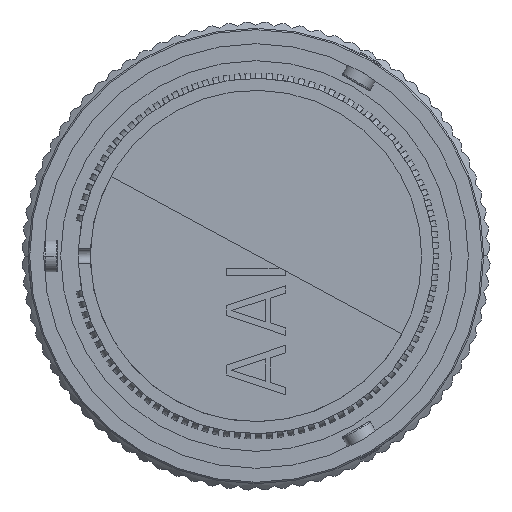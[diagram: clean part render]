
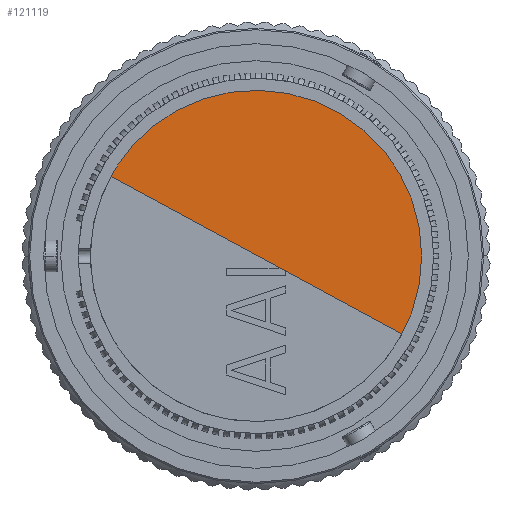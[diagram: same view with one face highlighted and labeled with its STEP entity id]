
A CAD part, left-side view. The second image highlights one B-rep face of the part: STEP entity #121119.
In plain terms, the highlighted planar face has unit normal (1, 0, 0).
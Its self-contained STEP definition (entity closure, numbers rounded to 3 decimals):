
#28560=DIRECTION('',(0.,1.,0.));
#28561=VECTOR('',#28560,0.4);
#28562=CARTESIAN_POINT('',(-27.59,24.254,-1.));
#28563=LINE('10204',#28562,#28561);
#28994=DIRECTION('',(0.,1.,0.));
#28995=VECTOR('',#28994,0.4);
#28996=CARTESIAN_POINT('',(-27.59,24.254,1.));
#28997=LINE('10195',#28996,#28995);
#29028=CARTESIAN_POINT('',(-27.59,0.,0.));
#29029=DIRECTION('',(-1.,0.,0.));
#29030=DIRECTION('',(0.,0.999,-0.041));
#29031=AXIS2_PLACEMENT_3D('',#29028,#29029,#29030);
#29043=CARTESIAN_POINT('',(-27.59,0.,0.));
#29044=DIRECTION('',(-1.,0.,0.));
#29045=DIRECTION('',(0.,-0.969,0.246));
#29046=AXIS2_PLACEMENT_3D('',#29043,#29044,#29045);
#29053=CARTESIAN_POINT('',(-27.59,23.934,-4.409));
#29054=CARTESIAN_POINT('',(-27.59,23.414,-7.37));
#29055=CARTESIAN_POINT('',(-27.59,21.19,-13.039));
#29056=CARTESIAN_POINT('',(-27.59,15.056,-19.819));
#29057=CARTESIAN_POINT('',(-27.59,6.872,-23.907));
#29058=CARTESIAN_POINT('',(-27.59,-2.233,-24.764));
#29059=CARTESIAN_POINT('',(-27.59,-11.033,-22.27));
#29060=CARTESIAN_POINT('',(-27.59,-18.335,-16.764));
#29061=CARTESIAN_POINT('',(-27.59,-22.077,-10.727));
#29062=CARTESIAN_POINT('',(-27.59,-23.288,-6.924));
#29063=CARTESIAN_POINT('',(-27.59,-23.53,-5.966));
#29065=CARTESIAN_POINT('',(-27.59,-23.53,5.966));
#29066=CARTESIAN_POINT('',(-27.59,-23.288,6.924));
#29067=CARTESIAN_POINT('',(-27.59,-22.077,10.727));
#29068=CARTESIAN_POINT('',(-27.59,-18.335,16.764));
#29069=CARTESIAN_POINT('',(-27.59,-11.033,22.27));
#29070=CARTESIAN_POINT('',(-27.59,-2.233,24.764));
#29071=CARTESIAN_POINT('',(-27.59,6.872,23.907));
#29072=CARTESIAN_POINT('',(-27.59,15.056,19.819));
#29073=CARTESIAN_POINT('',(-27.59,21.19,13.039));
#29074=CARTESIAN_POINT('',(-27.59,23.414,7.37));
#29075=CARTESIAN_POINT('',(-27.59,23.934,4.409));
#29077=DIRECTION('',(0.,0.983,0.181));
#29078=VECTOR('',#29077,0.16);
#29079=CARTESIAN_POINT('',(-27.59,23.934,4.409));
#29080=LINE('14044',#29079,#29078);
#29081=CARTESIAN_POINT('',(-27.59,24.092,4.438));
#29082=CARTESIAN_POINT('',(-27.59,23.568,7.418));
#29083=CARTESIAN_POINT('',(-27.59,21.33,13.125));
#29084=CARTESIAN_POINT('',(-27.59,15.154,19.949));
#29085=CARTESIAN_POINT('',(-27.59,6.917,24.064));
#29086=CARTESIAN_POINT('',(-27.59,-2.248,24.927));
#29087=CARTESIAN_POINT('',(-27.59,-11.106,22.416));
#29088=CARTESIAN_POINT('',(-27.59,-18.456,16.874));
#29089=CARTESIAN_POINT('',(-27.59,-23.306,9.049));
#29090=CARTESIAN_POINT('',(-27.59,-24.999,0.));
#29091=CARTESIAN_POINT('',(-27.59,-23.306,-9.049));
#29092=CARTESIAN_POINT('',(-27.59,-18.456,-16.874));
#29093=CARTESIAN_POINT('',(-27.59,-11.106,-22.416));
#29094=CARTESIAN_POINT('',(-27.59,-2.248,-24.927));
#29095=CARTESIAN_POINT('',(-27.59,6.917,-24.064));
#29096=CARTESIAN_POINT('',(-27.59,15.154,-19.949));
#29097=CARTESIAN_POINT('',(-27.59,21.33,-13.125));
#29098=CARTESIAN_POINT('',(-27.59,23.568,-7.418));
#29099=CARTESIAN_POINT('',(-27.59,24.092,-4.438));
#29101=DIRECTION('',(0.,-0.983,0.181));
#29102=VECTOR('',#29101,0.16);
#29103=CARTESIAN_POINT('',(-27.59,24.092,-4.438));
#29104=LINE('14043',#29103,#29102);
#49458=CARTESIAN_POINT('',(-27.59,0.,0.));
#49459=DIRECTION('',(1.,0.,0.));
#49460=DIRECTION('',(0.,0.999,0.041));
#49461=AXIS2_PLACEMENT_3D('',#49458,#49459,#49460);
#59721=CARTESIAN_POINT('',(-27.59,24.254,1.));
#59722=CARTESIAN_POINT('',(-27.59,24.655,1.));
#59723=VERTEX_POINT('',#59721);
#59724=VERTEX_POINT('',#59722);
#59735=CARTESIAN_POINT('',(-27.59,24.254,-1.));
#59736=VERTEX_POINT('',#59735);
#59737=CARTESIAN_POINT('',(-27.59,24.655,-1.));
#59738=VERTEX_POINT('',#59737);
#63193=VERTEX_POINT('',#29081);
#63194=VERTEX_POINT('',#29099);
#63195=CARTESIAN_POINT('',(-27.59,23.934,-4.409));
#63196=VERTEX_POINT('',#63195);
#63197=CARTESIAN_POINT('',(-27.59,23.934,4.409));
#63198=VERTEX_POINT('',#63197);
#63199=CARTESIAN_POINT('',(-27.59,-23.53,5.966));
#63200=VERTEX_POINT('',#63199);
#63203=CARTESIAN_POINT('',(-27.59,-23.53,-5.966));
#63204=VERTEX_POINT('',#63203);
#121096=CARTESIAN_POINT('',(-27.59,0.,0.));
#121097=DIRECTION('',(1.,0.,0.));
#121098=DIRECTION('',(0.,-1.,0.));
#121099=AXIS2_PLACEMENT_3D('',#121096,#121097,#121098);
#121100=PLANE('960',#121099);
#121102=ORIENTED_EDGE('14053',*,*,#121101,.T.);
#121103=ORIENTED_EDGE('14052',*,*,#121075,.F.);
#121104=ORIENTED_EDGE('10204',*,*,#120715,.T.);
#121106=ORIENTED_EDGE('10216',*,*,#121105,.F.);
#121107=ORIENTED_EDGE('10195',*,*,#121006,.F.);
#121108=ORIENTED_EDGE('14049',*,*,#121081,.F.);
#121110=ORIENTED_EDGE('14051',*,*,#121109,.T.);
#121112=ORIENTED_EDGE('14044',*,*,#121111,.T.);
#121114=ORIENTED_EDGE('14042',*,*,#121113,.T.);
#121116=ORIENTED_EDGE('14043',*,*,#121115,.T.);
#121117=EDGE_LOOP('960',(#121102,#121103,#121104,#121106,#121107,#121108,
#121110,#121112,#121114,#121116));
#121118=FACE_OUTER_BOUND('960',#121117,.F.);
#29032=CIRCLE('14052',#29031,24.275);
#29047=CIRCLE('14049',#29046,24.275);
#29064=B_SPLINE_CURVE_WITH_KNOTS('14053',3,(#29053,#29054,#29055,#29056,#29057,
#29058,#29059,#29060,#29061,#29062,#29063),.UNSPECIFIED.,.F.,.F.,(4,1,1,1,1,1,1,
1,4),(0.,0.136,0.273,0.409,
0.546,0.682,0.819,0.955,1.),
.UNSPECIFIED.);
#29076=B_SPLINE_CURVE_WITH_KNOTS('14051',3,(#29065,#29066,#29067,#29068,#29069,
#29070,#29071,#29072,#29073,#29074,#29075),.UNSPECIFIED.,.F.,.F.,(4,1,1,1,1,1,1,
1,4),(0.,0.045,0.181,0.318,
0.454,0.591,0.727,0.864,1.),
.UNSPECIFIED.);
#29100=B_SPLINE_CURVE_WITH_KNOTS('14042',3,(#29081,#29082,#29083,#29084,#29085,
#29086,#29087,#29088,#29089,#29090,#29091,#29092,#29093,#29094,#29095,#29096,
#29097,#29098,#29099),.UNSPECIFIED.,.F.,.F.,(4,1,1,1,1,1,1,1,1,1,1,1,1,1,1,1,4),
(0.,0.063,0.125,0.188,0.25,0.313,0.375,0.438,0.5,0.563,
0.625,0.688,0.75,0.813,0.875,0.938,1.),.UNSPECIFIED.);
#49462=CIRCLE('10216',#49461,24.675);
#120715=EDGE_CURVE('10204',#59736,#59738,#28563,.T.);
#121006=EDGE_CURVE('10195',#59723,#59724,#28997,.T.);
#121075=EDGE_CURVE('14052',#59736,#63204,#29032,.T.);
#121081=EDGE_CURVE('14049',#63200,#59723,#29047,.T.);
#121101=EDGE_CURVE('14053',#63196,#63204,#29064,.T.);
#121105=EDGE_CURVE('10216',#59724,#59738,#49462,.T.);
#121109=EDGE_CURVE('14051',#63200,#63198,#29076,.T.);
#121111=EDGE_CURVE('14044',#63198,#63193,#29080,.T.);
#121113=EDGE_CURVE('14042',#63193,#63194,#29100,.T.);
#121115=EDGE_CURVE('14043',#63194,#63196,#29104,.T.);
#121119=ADVANCED_FACE('960',(#121118),#121100,.T.);
